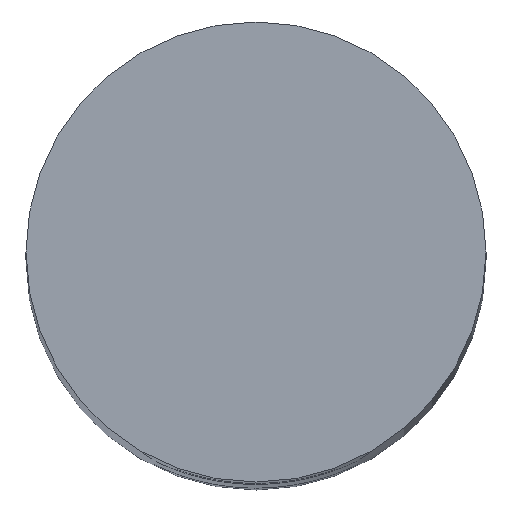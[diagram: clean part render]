
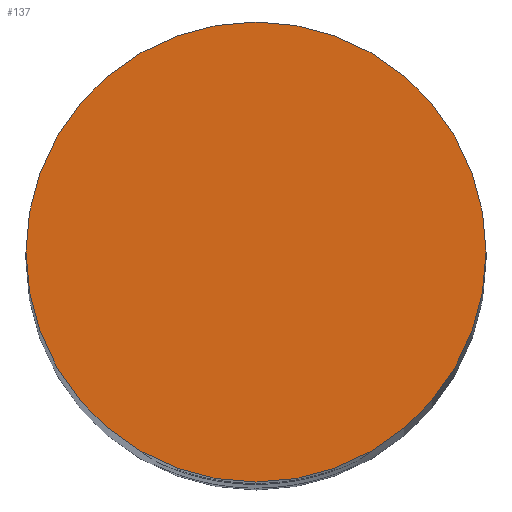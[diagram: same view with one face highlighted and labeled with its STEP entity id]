
A CAD part, top view. The second image highlights one B-rep face of the part: STEP entity #137.
In plain terms, the highlighted planar face has unit normal (0, 0, 1).
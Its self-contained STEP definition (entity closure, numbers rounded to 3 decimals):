
#47=FACE_OUTER_BOUND('',#53,.T.);
#53=EDGE_LOOP('',(#104));
#64=CIRCLE('',#159,9.7);
#70=VERTEX_POINT('',#269);
#85=EDGE_CURVE('',#70,#70,#64,.T.);
#104=ORIENTED_EDGE('',*,*,#85,.T.);
#134=PLANE('',#158);
#137=ADVANCED_FACE('',(#47),#134,.T.);
#158=AXIS2_PLACEMENT_3D('',#268,#172,#173);
#159=AXIS2_PLACEMENT_3D('',#270,#174,#175);
#172=DIRECTION('center_axis',(0.,0.,1.));
#173=DIRECTION('ref_axis',(-1.,0.,0.));
#174=DIRECTION('center_axis',(0.,0.,1.));
#175=DIRECTION('ref_axis',(-1.,0.,0.));
#268=CARTESIAN_POINT('Origin',(0.,0.,95.938));
#269=CARTESIAN_POINT('',(9.7,0.,95.938));
#270=CARTESIAN_POINT('Origin',(0.,0.,95.938));
